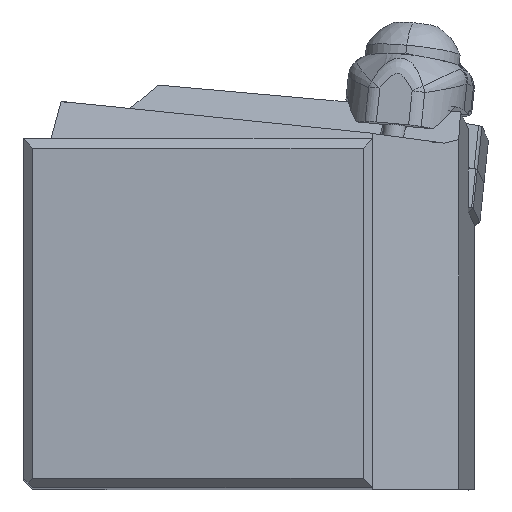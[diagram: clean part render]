
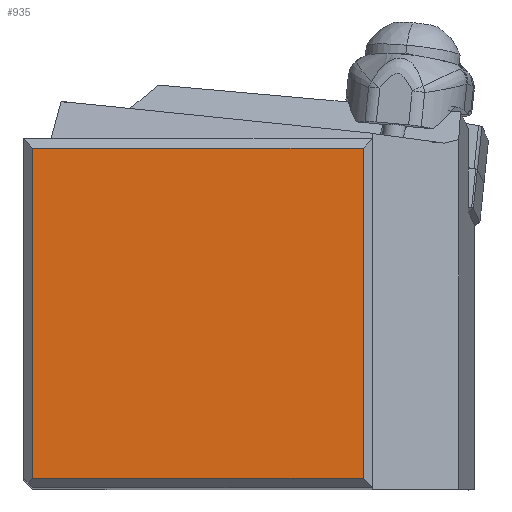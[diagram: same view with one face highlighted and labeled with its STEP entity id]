
A CAD part, top view. The second image highlights one B-rep face of the part: STEP entity #935.
In plain terms, the highlighted planar face has unit normal (0, 0, 1).
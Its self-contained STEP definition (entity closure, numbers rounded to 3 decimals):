
#673=FACE_OUTER_BOUND('',#1310,.T.);
#935=ADVANCED_FACE('',(#673),#1031,.T.);
#1031=PLANE('',#5409);
#1310=EDGE_LOOP('',(#2689,#2690,#2691,#2692));
#2689=ORIENTED_EDGE('',*,*,#3396,.F.);
#2690=ORIENTED_EDGE('',*,*,#3993,.F.);
#2691=ORIENTED_EDGE('',*,*,#3994,.T.);
#2692=ORIENTED_EDGE('',*,*,#3398,.F.);
#2885=VERTEX_POINT('',#6965);
#2886=VERTEX_POINT('',#6967);
#2887=VERTEX_POINT('',#6971);
#3267=VERTEX_POINT('',#12044);
#3396=EDGE_CURVE('',#2885,#2886,#4445,.T.);
#3398=EDGE_CURVE('',#2886,#2887,#4447,.T.);
#3993=EDGE_CURVE('',#3267,#2885,#4622,.T.);
#3994=EDGE_CURVE('',#3267,#2887,#4623,.T.);
#4445=LINE('',#6966,#4703);
#4447=LINE('',#6970,#4705);
#4622=LINE('',#12045,#4880);
#4623=LINE('',#12047,#4881);
#4703=VECTOR('',#5668,1.);
#4705=VECTOR('',#5672,1.);
#4880=VECTOR('',#6623,1.);
#4881=VECTOR('',#6626,1.);
#5409=AXIS2_PLACEMENT_3D('',#12048,#6627,#6628);
#5668=DIRECTION('',(0.,-1.,0.));
#5672=DIRECTION('',(-1.,0.,0.));
#6623=DIRECTION('',(1.,0.,0.));
#6626=DIRECTION('',(0.,-1.,0.));
#6627=DIRECTION('',(0.,0.,1.));
#6628=DIRECTION('',(1.,0.,0.));
#6965=CARTESIAN_POINT('',(37.1,37.1,0.));
#6966=CARTESIAN_POINT('',(37.1,37.1,0.));
#6967=CARTESIAN_POINT('',(37.1,1.,0.));
#6970=CARTESIAN_POINT('',(37.1,1.,0.));
#6971=CARTESIAN_POINT('',(1.,1.,0.));
#12044=CARTESIAN_POINT('',(1.,37.1,0.));
#12045=CARTESIAN_POINT('',(1.,37.1,0.));
#12047=CARTESIAN_POINT('',(1.,37.1,0.));
#12048=CARTESIAN_POINT('',(19.05,19.05,0.));
